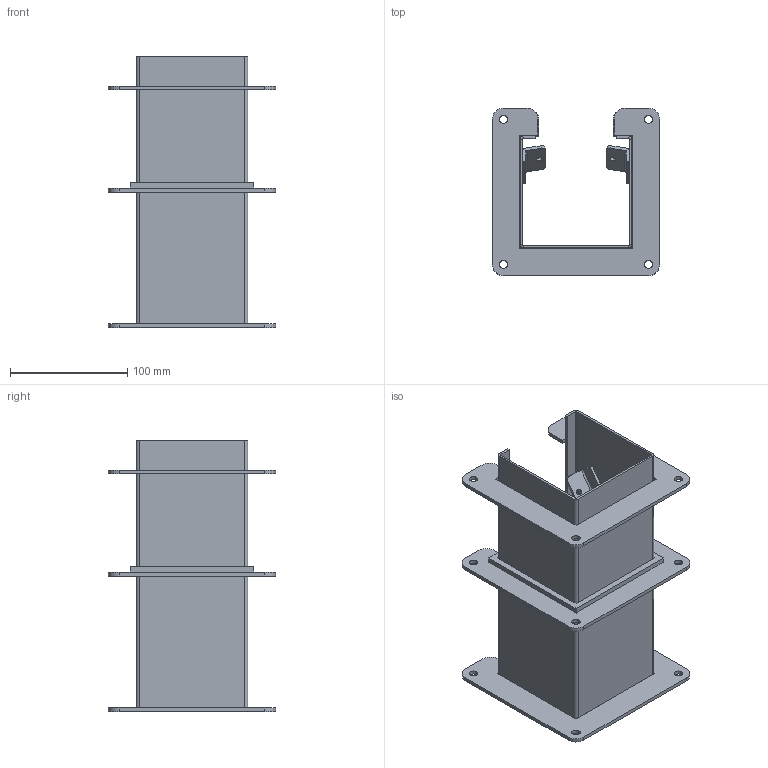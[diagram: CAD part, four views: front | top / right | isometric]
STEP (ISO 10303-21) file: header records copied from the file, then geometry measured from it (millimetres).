
FILE_DESCRIPTION(/* description */ ('LJWS, BKP,CS, 4X4X9'),/* implementation_level */ '2;1');
FILE_NAME(/* name */ 'LJWS4.stp',/* time_stamp */ '2017-04-03T16:05:28+06:00',/* author */ ('bjayachandran'),/* organization */ (''),/* preprocessor_version */ 'ST-DEVELOPER v16.1',/* originating_system */ 'Autodesk Inventor 2016',/* authorisation */ '');
FILE_SCHEMA (('AUTOMOTIVE_DESIGN { 1 0 10303 214 3 1 1 }'));
Length unit declared in the file: inch
Products named in the file (7): LJWS4BKP; LJWS4RING1P; LJWS4RING2P; LJWS4GASKET; LJWS4RING3P; C1001; LJWS4
Assembly tree (7 placements, depth 2):
  LJWS4
    LJWS4BKP
    LJWS4RING1P
    LJWS4RING2P
    LJWS4GASKET
    LJWS4RING3P
    C1001  x2
Bounding box: 142.88 x 142.88 x 231.78 mm (x, y, z)
Volume: 229334.9 mm3; surface area: 213707.9 mm2
Topology: 7 solids, 7 shells, 154 faces, 382 edges, 244 vertices
Faces by surface type: plane 104, cylinder 50
Full cylindrical faces by diameter (mm): 4.978 x2, 7.144 x12, 8.738 x2
Entity records: 4371 total; most frequent: DIRECTION 726, CARTESIAN_POINT 705, ORIENTED_EDGE 664, EDGE_CURVE 332, LINE 244, VECTOR 244, AXIS2_PLACEMENT_3D 241, VERTEX_POINT 220
